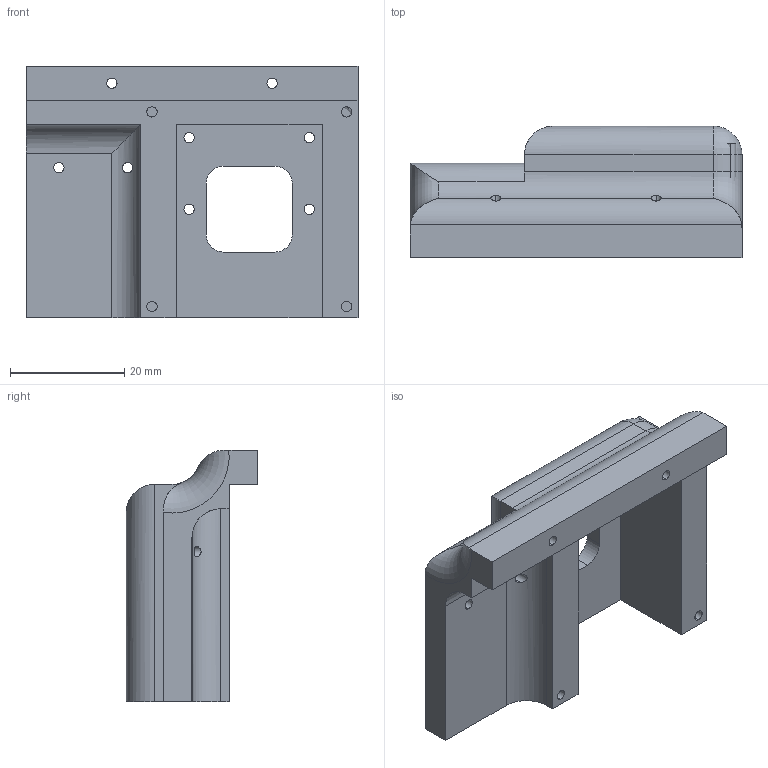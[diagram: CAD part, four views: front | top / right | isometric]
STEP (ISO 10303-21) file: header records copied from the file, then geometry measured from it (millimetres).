
FILE_DESCRIPTION (( 'STEP AP214' ), '1' );
FILE_NAME ('CameraMount.STEP', '2025-07-11T14:15:46', ( '' ), ( '' ), 'SwSTEP 2.0', 'SolidWorks 2024', '' );
FILE_SCHEMA (( 'AUTOMOTIVE_DESIGN' ));
Length unit declared in the file: millimetre
Products named in the file (1): CameraMount
Bounding box: 58 x 23 x 44 mm (x, y, z)
Volume: 18702.6 mm3; surface area: 9719.4 mm2
Topology: 1 solids, 1 shells, 69 faces, 190 edges, 124 vertices
Faces by surface type: cylinder 37, plane 29, torus 2, sphere 1
Entity records: 2382 total; most frequent: CARTESIAN_POINT 545, ORIENTED_EDGE 378, DIRECTION 375, EDGE_CURVE 189, AXIS2_PLACEMENT_3D 134, VERTEX_POINT 124, VECTOR 107, LINE 107
